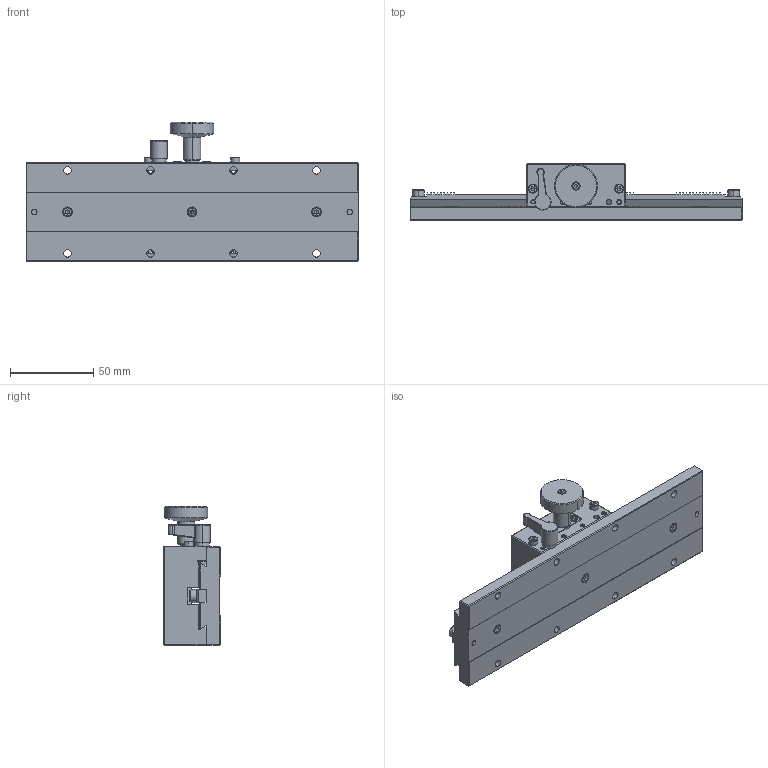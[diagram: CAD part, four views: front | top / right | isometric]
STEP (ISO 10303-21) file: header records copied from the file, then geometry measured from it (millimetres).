
FILE_DESCRIPTION (( 'STEP AP203' ), '1' );
FILE_NAME ('AD140C-60(AP203).STEP', '2020-10-29T07:55:09', ( 'China' ), ( 'Microsoft' ), 'SwSTEP 2.0', 'SolidWorks 2017', '' );
FILE_SCHEMA (( 'CONFIG_CONTROL_DESIGN' ));
Length unit declared in the file: millimetre
Products named in the file (1): AD140C-60(AP203)
Bounding box: 200 x 34 x 83.99 mm (x, y, z)
Surface area: 56264.1 mm2 (no closed solid volume)
Topology: 0 solids, 30 shells, 532 faces, 1613 edges, 1061 vertices
Faces by surface type: plane 338, cylinder 128, cone 34, torus 29, bspline 3
Entity records: 18129 total; most frequent: CARTESIAN_POINT 3536, DIRECTION 3085, ORIENTED_EDGE 2741, EDGE_CURVE 1597, LINE 1109, VECTOR 1109, VERTEX_POINT 1061, AXIS2_PLACEMENT_3D 988
